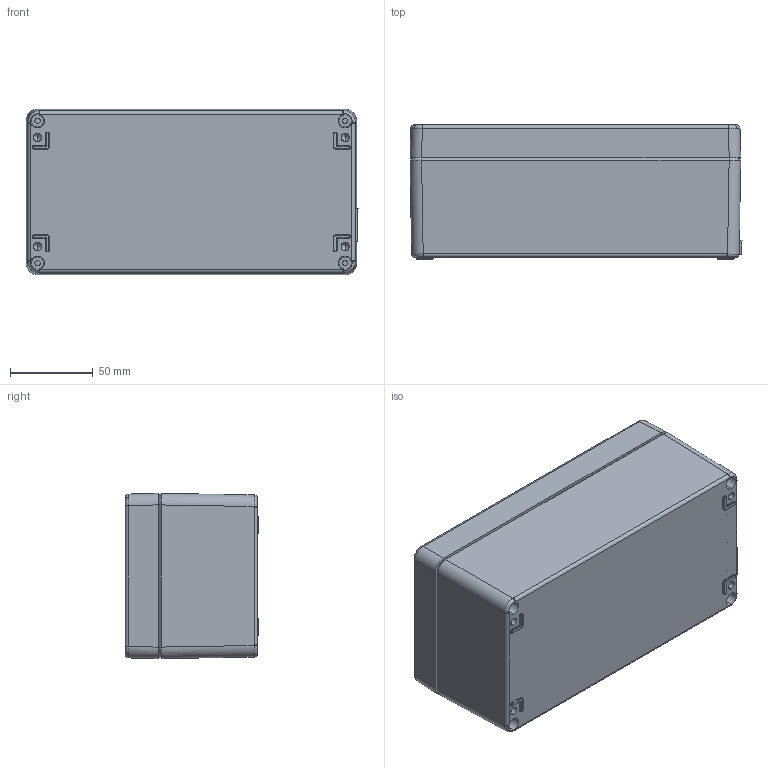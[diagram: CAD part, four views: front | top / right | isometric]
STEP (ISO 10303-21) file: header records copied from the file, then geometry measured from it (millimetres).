
FILE_DESCRIPTION (( 'STEP AP214' ), '1' );
FILE_NAME ('25102008.STEP', '2012-06-14T05:51:34', ( ' ' ), ( '' ), 'SwSTEP 2.0', 'SolidWorks 2011', '' );
FILE_SCHEMA (( 'AUTOMOTIVE_DESIGN' ));
Length unit declared in the file: millimetre
Products named in the file (10): 92441; 92081; 83171; 95026; 01102008_Ex Ausführung; 82013; 01157; 25102008; 02157; 93133
Assembly tree (12 placements, depth 3):
  25102008
    95026
    01102008_Ex Ausführung
      01157
      93133  x4
      02157
      82013
    83171
    92441
    92081
Bounding box: 200.77 x 81 x 100 mm (x, y, z)
Volume: 340676.2 mm3; surface area: 183867.2 mm2
Topology: 11 solids, 11 shells, 948 faces, 2252 edges, 1338 vertices
Faces by surface type: cylinder 288, plane 254, bspline 212, cone 126, torus 68
Entity records: 36716 total; most frequent: CARTESIAN_POINT 17772, ORIENTED_EDGE 4046, DIRECTION 3641, EDGE_CURVE 2023, AXIS2_PLACEMENT_3D 1405, VERTEX_POINT 1212, EDGE_LOOP 937, ADVANCED_FACE 867
